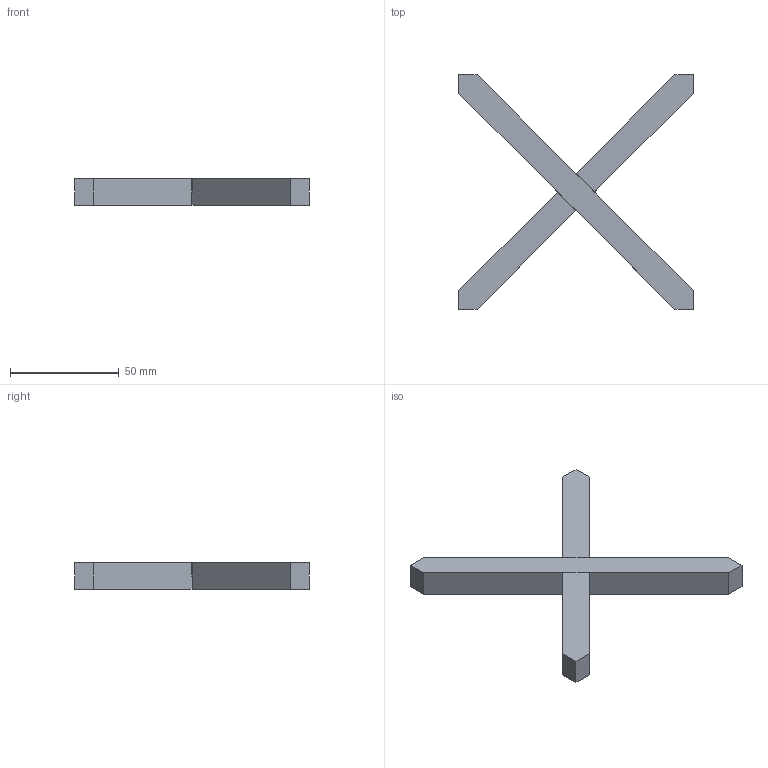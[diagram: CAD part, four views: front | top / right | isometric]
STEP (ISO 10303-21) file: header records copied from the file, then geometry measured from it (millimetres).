
FILE_DESCRIPTION (( 'STEP AP203' ), '1' );
FILE_NAME ('5645-108.step', '2022-06-29T10:50:34', ( '' ), ( '' ), 'SwSTEP 2.0', 'SolidWorks 2018', '' );
FILE_SCHEMA (( 'CONFIG_CONTROL_DESIGN' ));
Length unit declared in the file: millimetre
Products named in the file (1): 5645-108
Bounding box: 108 x 108 x 12 mm (x, y, z)
Volume: 40517 mm3; surface area: 14043.6 mm2
Topology: 1 solids, 1 shells, 288 faces, 779 edges, 518 vertices
Faces by surface type: plane 169, bspline 119
Entity records: 14742 total; most frequent: CARTESIAN_POINT 8233, ORIENTED_EDGE 1558, DIRECTION 881, EDGE_CURVE 779, VECTOR 541, LINE 541, VERTEX_POINT 518, EDGE_LOOP 313
